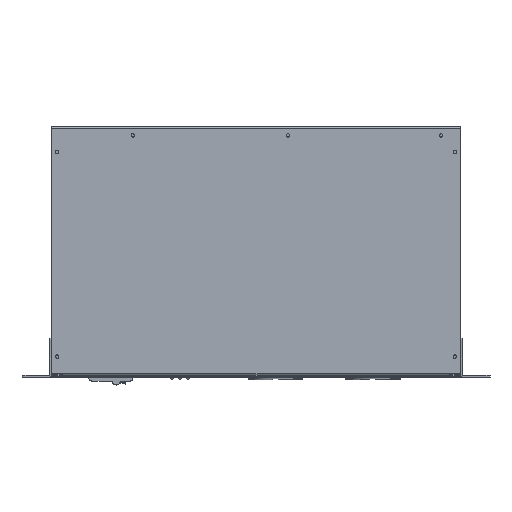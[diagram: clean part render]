
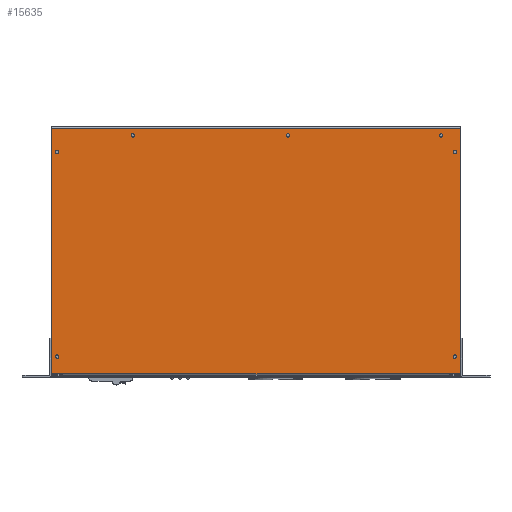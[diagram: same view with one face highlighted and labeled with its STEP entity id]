
A CAD part, top view. The second image highlights one B-rep face of the part: STEP entity #15635.
In plain terms, the highlighted planar face has unit normal (0, 0, 1).
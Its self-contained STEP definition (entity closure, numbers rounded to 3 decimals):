
#655=FACE_BOUND('',#2427,.T.);
#656=FACE_BOUND('',#2428,.T.);
#657=FACE_BOUND('',#2429,.T.);
#658=FACE_BOUND('',#2430,.T.);
#659=FACE_BOUND('',#2431,.T.);
#660=FACE_BOUND('',#2432,.T.);
#661=FACE_BOUND('',#2433,.T.);
#860=PLANE('',#17838);
#1489=FACE_OUTER_BOUND('',#2426,.T.);
#2426=EDGE_LOOP('',(#12141,#12142,#12143,#12144,#12145,#12146));
#2427=EDGE_LOOP('',(#12147,#12148));
#2428=EDGE_LOOP('',(#12149,#12150));
#2429=EDGE_LOOP('',(#12151,#12152));
#2430=EDGE_LOOP('',(#12153,#12154));
#2431=EDGE_LOOP('',(#12155,#12156));
#2432=EDGE_LOOP('',(#12157,#12158));
#2433=EDGE_LOOP('',(#12159,#12160));
#3502=LINE('',#25394,#4832);
#3509=LINE('',#25411,#4839);
#3513=LINE('',#25428,#4843);
#3530=LINE('',#25503,#4860);
#3539=LINE('',#25548,#4869);
#3545=LINE('',#25564,#4875);
#4832=VECTOR('',#20570,1.);
#4839=VECTOR('',#20583,1.);
#4843=VECTOR('',#20599,1.);
#4860=VECTOR('',#20672,1.);
#4869=VECTOR('',#20725,1.);
#4875=VECTOR('',#20745,1.);
#6057=CIRCLE('',#17807,1.75);
#6058=CIRCLE('',#17808,1.75);
#6059=CIRCLE('',#17810,1.75);
#6060=CIRCLE('',#17811,1.75);
#6061=CIRCLE('',#17813,1.75);
#6062=CIRCLE('',#17814,1.75);
#6063=CIRCLE('',#17816,1.75);
#6064=CIRCLE('',#17817,1.75);
#6065=CIRCLE('',#17819,1.75);
#6066=CIRCLE('',#17820,1.75);
#6067=CIRCLE('',#17822,1.75);
#6068=CIRCLE('',#17823,1.75);
#6069=CIRCLE('',#17825,1.75);
#6070=CIRCLE('',#17826,1.75);
#7088=VERTEX_POINT('',#25391);
#7089=VERTEX_POINT('',#25393);
#7096=VERTEX_POINT('',#25409);
#7100=VERTEX_POINT('',#25421);
#7103=VERTEX_POINT('',#25426);
#7133=VERTEX_POINT('',#25501);
#7134=VERTEX_POINT('',#25505);
#7135=VERTEX_POINT('',#25507);
#7136=VERTEX_POINT('',#25511);
#7137=VERTEX_POINT('',#25513);
#7138=VERTEX_POINT('',#25517);
#7139=VERTEX_POINT('',#25519);
#7140=VERTEX_POINT('',#25523);
#7141=VERTEX_POINT('',#25525);
#7142=VERTEX_POINT('',#25529);
#7143=VERTEX_POINT('',#25531);
#7144=VERTEX_POINT('',#25535);
#7145=VERTEX_POINT('',#25537);
#7146=VERTEX_POINT('',#25541);
#7147=VERTEX_POINT('',#25543);
#8907=EDGE_CURVE('',#7088,#7089,#3502,.T.);
#8916=EDGE_CURVE('',#7096,#7088,#3509,.T.);
#8924=EDGE_CURVE('',#7103,#7100,#3513,.T.);
#8962=EDGE_CURVE('',#7133,#7103,#3530,.T.);
#8964=EDGE_CURVE('',#7135,#7134,#6057,.T.);
#8965=EDGE_CURVE('',#7134,#7135,#6058,.T.);
#8967=EDGE_CURVE('',#7137,#7136,#6059,.T.);
#8968=EDGE_CURVE('',#7136,#7137,#6060,.T.);
#8970=EDGE_CURVE('',#7139,#7138,#6061,.T.);
#8971=EDGE_CURVE('',#7138,#7139,#6062,.T.);
#8973=EDGE_CURVE('',#7141,#7140,#6063,.T.);
#8974=EDGE_CURVE('',#7140,#7141,#6064,.T.);
#8976=EDGE_CURVE('',#7143,#7142,#6065,.T.);
#8977=EDGE_CURVE('',#7142,#7143,#6066,.T.);
#8979=EDGE_CURVE('',#7145,#7144,#6067,.T.);
#8980=EDGE_CURVE('',#7144,#7145,#6068,.T.);
#8982=EDGE_CURVE('',#7147,#7146,#6069,.T.);
#8983=EDGE_CURVE('',#7146,#7147,#6070,.T.);
#8985=EDGE_CURVE('',#7100,#7096,#3539,.T.);
#8993=EDGE_CURVE('',#7133,#7089,#3545,.T.);
#12141=ORIENTED_EDGE('',*,*,#8907,.F.);
#12142=ORIENTED_EDGE('',*,*,#8916,.F.);
#12143=ORIENTED_EDGE('',*,*,#8985,.F.);
#12144=ORIENTED_EDGE('',*,*,#8924,.F.);
#12145=ORIENTED_EDGE('',*,*,#8962,.F.);
#12146=ORIENTED_EDGE('',*,*,#8993,.T.);
#12147=ORIENTED_EDGE('',*,*,#8964,.T.);
#12148=ORIENTED_EDGE('',*,*,#8965,.T.);
#12149=ORIENTED_EDGE('',*,*,#8967,.T.);
#12150=ORIENTED_EDGE('',*,*,#8968,.T.);
#12151=ORIENTED_EDGE('',*,*,#8970,.T.);
#12152=ORIENTED_EDGE('',*,*,#8971,.T.);
#12153=ORIENTED_EDGE('',*,*,#8973,.T.);
#12154=ORIENTED_EDGE('',*,*,#8974,.T.);
#12155=ORIENTED_EDGE('',*,*,#8976,.T.);
#12156=ORIENTED_EDGE('',*,*,#8977,.T.);
#12157=ORIENTED_EDGE('',*,*,#8979,.T.);
#12158=ORIENTED_EDGE('',*,*,#8980,.T.);
#12159=ORIENTED_EDGE('',*,*,#8982,.T.);
#12160=ORIENTED_EDGE('',*,*,#8983,.T.);
#15635=ADVANCED_FACE('',(#1489,#655,#656,#657,#658,#659,#660,#661),#860,
 .T.);
#17807=AXIS2_PLACEMENT_3D('',#25508,#20676,#20677);
#17808=AXIS2_PLACEMENT_3D('',#25509,#20678,#20679);
#17810=AXIS2_PLACEMENT_3D('',#25514,#20683,#20684);
#17811=AXIS2_PLACEMENT_3D('',#25515,#20685,#20686);
#17813=AXIS2_PLACEMENT_3D('',#25520,#20690,#20691);
#17814=AXIS2_PLACEMENT_3D('',#25521,#20692,#20693);
#17816=AXIS2_PLACEMENT_3D('',#25526,#20697,#20698);
#17817=AXIS2_PLACEMENT_3D('',#25527,#20699,#20700);
#17819=AXIS2_PLACEMENT_3D('',#25532,#20704,#20705);
#17820=AXIS2_PLACEMENT_3D('',#25533,#20706,#20707);
#17822=AXIS2_PLACEMENT_3D('',#25538,#20711,#20712);
#17823=AXIS2_PLACEMENT_3D('',#25539,#20713,#20714);
#17825=AXIS2_PLACEMENT_3D('',#25544,#20718,#20719);
#17826=AXIS2_PLACEMENT_3D('',#25545,#20720,#20721);
#17838=AXIS2_PLACEMENT_3D('',#25571,#20755,#20756);
#20570=DIRECTION('',(1.,0.,0.));
#20583=DIRECTION('',(0.,1.,0.));
#20599=DIRECTION('',(-1.,0.,0.));
#20672=DIRECTION('',(-1.,0.,0.));
#20676=DIRECTION('center_axis',(0.,0.,-1.));
#20677=DIRECTION('ref_axis',(1.,0.,0.));
#20678=DIRECTION('center_axis',(0.,0.,-1.));
#20679=DIRECTION('ref_axis',(1.,0.,0.));
#20683=DIRECTION('center_axis',(0.,0.,-1.));
#20684=DIRECTION('ref_axis',(1.,0.,0.));
#20685=DIRECTION('center_axis',(0.,0.,-1.));
#20686=DIRECTION('ref_axis',(1.,0.,0.));
#20690=DIRECTION('center_axis',(0.,0.,-1.));
#20691=DIRECTION('ref_axis',(1.,0.,0.));
#20692=DIRECTION('center_axis',(0.,0.,-1.));
#20693=DIRECTION('ref_axis',(1.,0.,0.));
#20697=DIRECTION('center_axis',(0.,0.,-1.));
#20698=DIRECTION('ref_axis',(1.,0.,0.));
#20699=DIRECTION('center_axis',(0.,0.,-1.));
#20700=DIRECTION('ref_axis',(1.,0.,0.));
#20704=DIRECTION('center_axis',(0.,0.,-1.));
#20705=DIRECTION('ref_axis',(1.,0.,0.));
#20706=DIRECTION('center_axis',(0.,0.,-1.));
#20707=DIRECTION('ref_axis',(1.,0.,0.));
#20711=DIRECTION('center_axis',(0.,0.,-1.));
#20712=DIRECTION('ref_axis',(1.,0.,0.));
#20713=DIRECTION('center_axis',(0.,0.,-1.));
#20714=DIRECTION('ref_axis',(1.,0.,0.));
#20718=DIRECTION('center_axis',(0.,0.,-1.));
#20719=DIRECTION('ref_axis',(1.,0.,0.));
#20720=DIRECTION('center_axis',(0.,0.,-1.));
#20721=DIRECTION('ref_axis',(1.,0.,0.));
#20725=DIRECTION('',(-1.,0.,0.));
#20745=DIRECTION('',(0.,1.,0.));
#20755=DIRECTION('center_axis',(0.,0.,1.));
#20756=DIRECTION('ref_axis',(0.,-1.,0.));
#25391=CARTESIAN_POINT('',(6279.528,253.44,716.63));
#25393=CARTESIAN_POINT('',(6699.528,253.44,716.63));
#25394=CARTESIAN_POINT('',(6693.738,253.44,716.63));
#25409=CARTESIAN_POINT('',(6279.528,1.49,716.63));
#25411=CARTESIAN_POINT('',(6279.528,1.49,716.63));
#25421=CARTESIAN_POINT('',(6291.108,1.49,716.63));
#25426=CARTESIAN_POINT('',(6687.948,1.49,716.63));
#25428=CARTESIAN_POINT('',(6687.948,1.49,716.63));
#25501=CARTESIAN_POINT('',(6699.528,1.49,716.63));
#25503=CARTESIAN_POINT('',(6279.528,1.49,716.63));
#25505=CARTESIAN_POINT('',(6283.853,19.135,716.63));
#25507=CARTESIAN_POINT('',(6287.353,19.135,716.63));
#25508=CARTESIAN_POINT('Origin',(6285.603,19.135,716.63));
#25509=CARTESIAN_POINT('Origin',(6285.603,19.135,716.63));
#25511=CARTESIAN_POINT('',(6677.778,246.215,716.63));
#25513=CARTESIAN_POINT('',(6681.278,246.215,716.63));
#25514=CARTESIAN_POINT('Origin',(6679.528,246.215,716.63));
#25515=CARTESIAN_POINT('Origin',(6679.528,246.215,716.63));
#25517=CARTESIAN_POINT('',(6361.398,246.215,716.63));
#25519=CARTESIAN_POINT('',(6364.898,246.215,716.63));
#25520=CARTESIAN_POINT('Origin',(6363.148,246.215,716.63));
#25521=CARTESIAN_POINT('Origin',(6363.148,246.215,716.63));
#25523=CARTESIAN_POINT('',(6283.853,229.135,716.63));
#25525=CARTESIAN_POINT('',(6287.353,229.135,716.63));
#25526=CARTESIAN_POINT('Origin',(6285.603,229.135,716.63));
#25527=CARTESIAN_POINT('Origin',(6285.603,229.135,716.63));
#25529=CARTESIAN_POINT('',(6691.703,229.135,716.63));
#25531=CARTESIAN_POINT('',(6695.203,229.135,716.63));
#25532=CARTESIAN_POINT('Origin',(6693.453,229.135,716.63));
#25533=CARTESIAN_POINT('Origin',(6693.453,229.135,716.63));
#25535=CARTESIAN_POINT('',(6520.588,246.215,716.63));
#25537=CARTESIAN_POINT('',(6524.088,246.215,716.63));
#25538=CARTESIAN_POINT('Origin',(6522.338,246.215,716.63));
#25539=CARTESIAN_POINT('Origin',(6522.338,246.215,716.63));
#25541=CARTESIAN_POINT('',(6691.703,19.135,716.63));
#25543=CARTESIAN_POINT('',(6695.203,19.135,716.63));
#25544=CARTESIAN_POINT('Origin',(6693.453,19.135,716.63));
#25545=CARTESIAN_POINT('Origin',(6693.453,19.135,716.63));
#25548=CARTESIAN_POINT('',(6279.528,1.49,716.63));
#25564=CARTESIAN_POINT('',(6699.528,253.44,716.63));
#25571=CARTESIAN_POINT('Origin',(6687.948,1.49,716.63));
